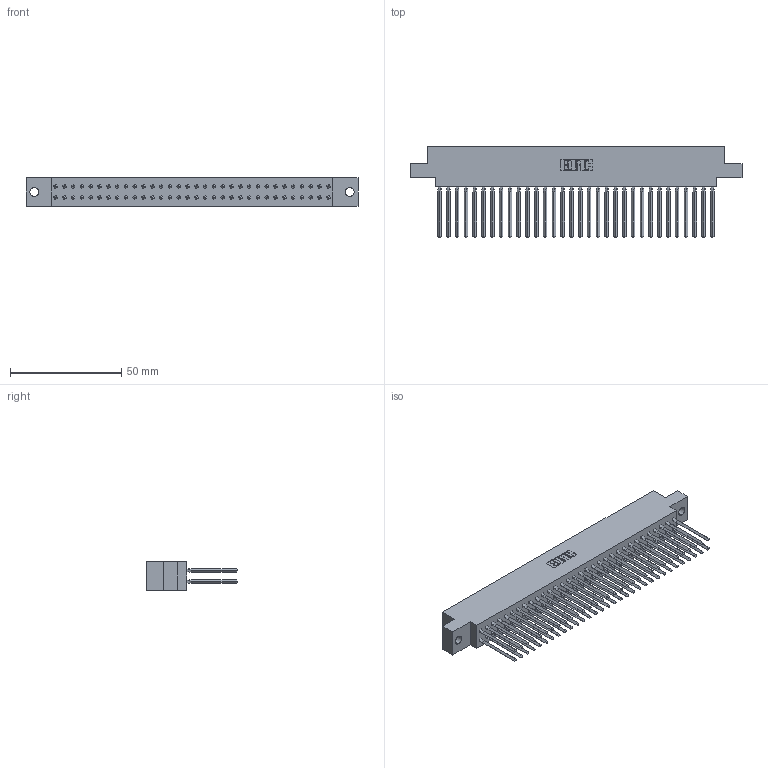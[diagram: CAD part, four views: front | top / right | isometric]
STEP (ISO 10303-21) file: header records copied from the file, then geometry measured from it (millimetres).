
FILE_DESCRIPTION (( 'STEP AP203' ), '1' );
FILE_NAME ('317-064-543-804.STEP', '2020-02-28T06:02:24', ( '' ), ( '' ), 'SwSTEP 2.0', 'SolidWorks 2016', '' );
FILE_SCHEMA (( 'CONFIG_CONTROL_DESIGN' ));
Length unit declared in the file: inch
Products named in the file (3): 317 Part_.156 Dia - TH; 317-290-001_543; 317-064-543-804
Assembly tree (65 placements, depth 2):
  317-064-543-804
    317 Part_.156 Dia - TH
    317-290-001_543  x64
Bounding box: 149.5 x 41.15 x 12.7 mm (x, y, z)
Volume: 24984 mm3; surface area: 37336.2 mm2
Topology: 65 solids, 65 shells, 5798 faces, 16083 edges, 10358 vertices
Faces by surface type: plane 4730, cylinder 812, bspline 256
Entity records: 47654 total; most frequent: CARTESIAN_POINT 8727, ORIENTED_EDGE 8226, DIRECTION 6863, EDGE_CURVE 4113, VECTOR 3857, LINE 3857, VERTEX_POINT 2735, AXIS2_PLACEMENT_3D 1503
